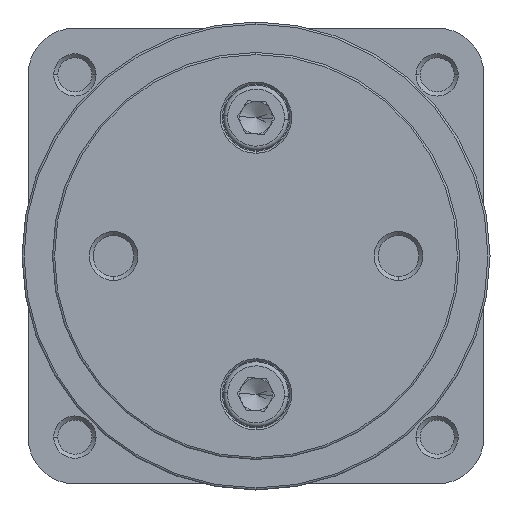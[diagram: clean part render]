
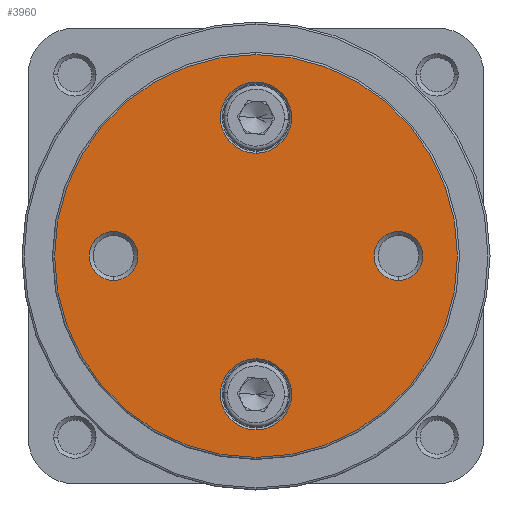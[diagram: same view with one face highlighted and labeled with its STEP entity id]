
A CAD part, left-side view. The second image highlights one B-rep face of the part: STEP entity #3960.
In plain terms, the highlighted planar face has unit normal (-1, 0, 0).
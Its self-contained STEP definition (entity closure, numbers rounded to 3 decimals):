
#32 = VERTEX_POINT ( 'NONE', #545 ) ;
#43 = VERTEX_POINT ( 'NONE', #533 ) ;
#47 = VERTEX_POINT ( 'NONE', #499 ) ;
#49 = VERTEX_POINT ( 'NONE', #496 ) ;
#55 = VERTEX_POINT ( 'NONE', #318 ) ;
#81 = VERTEX_POINT ( 'NONE', #302 ) ;
#84 = VERTEX_POINT ( 'NONE', #247 ) ;
#87 = VERTEX_POINT ( 'NONE', #474 ) ;
#89 = VERTEX_POINT ( 'NONE', #473 ) ;
#125 = VERTEX_POINT ( 'NONE', #259 ) ;
#247 = CARTESIAN_POINT ( 'NONE',  ( 0., 0., -49.5 ) ) ;
#259 = CARTESIAN_POINT ( 'NONE',  ( 0., 0., 25.25 ) ) ;
#302 = CARTESIAN_POINT ( 'NONE',  ( 0., -35., 6. ) ) ;
#318 = CARTESIAN_POINT ( 'NONE',  ( 0., 35., 6. ) ) ;
#473 = CARTESIAN_POINT ( 'NONE',  ( 0., 0., -25.25 ) ) ;
#474 = CARTESIAN_POINT ( 'NONE',  ( 0., -35., -6. ) ) ;
#496 = CARTESIAN_POINT ( 'NONE',  ( 0., 0., 49.5 ) ) ;
#499 = CARTESIAN_POINT ( 'NONE',  ( 0., 35., -6. ) ) ;
#533 = CARTESIAN_POINT ( 'NONE',  ( 0., 0., 42.75 ) ) ;
#545 = CARTESIAN_POINT ( 'NONE',  ( 0., 0., -42.75 ) ) ;
#808 = EDGE_LOOP ( 'NONE', ( #2940, #2939 ) ) ;
#1132 = EDGE_LOOP ( 'NONE', ( #2942, #2941 ) ) ;
#1148 = EDGE_LOOP ( 'NONE', ( #2944, #2943 ) ) ;
#1230 = EDGE_LOOP ( 'NONE', ( #2946, #2945 ) ) ;
#1248 = EDGE_LOOP ( 'NONE', ( #2938, #2937 ) ) ;
#1774 = EDGE_CURVE ( 'NONE', #55, #47, #5650, .T. ) ;
#1898 = EDGE_CURVE ( 'NONE', #49, #84, #5847, .T. ) ;
#1906 = EDGE_CURVE ( 'NONE', #32, #89, #5860, .T. ) ;
#1907 = EDGE_CURVE ( 'NONE', #43, #125, #5861, .T. ) ;
#1935 = EDGE_CURVE ( 'NONE', #84, #49, #5904, .T. ) ;
#1956 = EDGE_CURVE ( 'NONE', #89, #32, #5930, .T. ) ;
#1960 = EDGE_CURVE ( 'NONE', #125, #43, #5934, .T. ) ;
#1962 = EDGE_CURVE ( 'NONE', #87, #81, #5936, .T. ) ;
#1966 = EDGE_CURVE ( 'NONE', #47, #55, #5942, .T. ) ;
#1973 = EDGE_CURVE ( 'NONE', #81, #87, #5952, .T. ) ;
#2146 = AXIS2_PLACEMENT_3D ( 'NONE', #5214, #5215, #5216 ) ;
#2196 = AXIS2_PLACEMENT_3D ( 'NONE', #5502, #5512, #5513 ) ;
#2199 = AXIS2_PLACEMENT_3D ( 'NONE', #5533, #5534, #5535 ) ;
#2200 = AXIS2_PLACEMENT_3D ( 'NONE', #5530, #5531, #5532 ) ;
#2217 = AXIS2_PLACEMENT_3D ( 'NONE', #5605, #5607, #5608 ) ;
#2226 = AXIS2_PLACEMENT_3D ( 'NONE', #6611, #6613, #6614 ) ;
#2231 = AXIS2_PLACEMENT_3D ( 'NONE', #6618, #6625, #6626 ) ;
#2233 = AXIS2_PLACEMENT_3D ( 'NONE', #6624, #6630, #6631 ) ;
#2237 = AXIS2_PLACEMENT_3D ( 'NONE', #6636, #6643, #6644 ) ;
#2243 = AXIS2_PLACEMENT_3D ( 'NONE', #6656, #6663, #6664 ) ;
#2937 = ORIENTED_EDGE ( 'NONE', *, *, #1966, .T. ) ;
#2938 = ORIENTED_EDGE ( 'NONE', *, *, #1774, .T. ) ;
#2939 = ORIENTED_EDGE ( 'NONE', *, *, #1962, .T. ) ;
#2940 = ORIENTED_EDGE ( 'NONE', *, *, #1973, .T. ) ;
#2941 = ORIENTED_EDGE ( 'NONE', *, *, #1960, .T. ) ;
#2942 = ORIENTED_EDGE ( 'NONE', *, *, #1907, .T. ) ;
#2943 = ORIENTED_EDGE ( 'NONE', *, *, #1906, .T. ) ;
#2944 = ORIENTED_EDGE ( 'NONE', *, *, #1956, .T. ) ;
#2945 = ORIENTED_EDGE ( 'NONE', *, *, #1898, .T. ) ;
#2946 = ORIENTED_EDGE ( 'NONE', *, *, #1935, .T. ) ;
#3960 = ADVANCED_FACE ( 'NONE', ( #6523, #6527, #6529, #6531, #6522 ), #7690, .F. ) ;
#5214 = CARTESIAN_POINT ( 'NONE',  ( 0., 35., 0. ) ) ;
#5215 = DIRECTION ( 'NONE',  ( 1., 0., 0. ) ) ;
#5216 = DIRECTION ( 'NONE',  ( 0., 0., -1. ) ) ;
#5502 = CARTESIAN_POINT ( 'NONE',  ( 0., 0., 0. ) ) ;
#5512 = DIRECTION ( 'NONE',  ( -1., 0., 0. ) ) ;
#5513 = DIRECTION ( 'NONE',  ( 0., 0., -1. ) ) ;
#5530 = CARTESIAN_POINT ( 'NONE',  ( 0., 0., -34. ) ) ;
#5531 = DIRECTION ( 'NONE',  ( 1., 0., 0. ) ) ;
#5532 = DIRECTION ( 'NONE',  ( 0., 0., -1. ) ) ;
#5533 = CARTESIAN_POINT ( 'NONE',  ( 0., 0., 34. ) ) ;
#5534 = DIRECTION ( 'NONE',  ( 1., 0., 0. ) ) ;
#5535 = DIRECTION ( 'NONE',  ( 0., 0., -1. ) ) ;
#5605 = CARTESIAN_POINT ( 'NONE',  ( 0., 0., 0. ) ) ;
#5607 = DIRECTION ( 'NONE',  ( -1., 0., 0. ) ) ;
#5608 = DIRECTION ( 'NONE',  ( 0., 0., -1. ) ) ;
#5650 = CIRCLE ( 'NONE', #2146, 6. ) ;
#5847 = CIRCLE ( 'NONE', #2196, 49.5 ) ;
#5860 = CIRCLE ( 'NONE', #2200, 8.75 ) ;
#5861 = CIRCLE ( 'NONE', #2199, 8.75 ) ;
#5904 = CIRCLE ( 'NONE', #2217, 49.5 ) ;
#5930 = CIRCLE ( 'NONE', #2226, 8.75 ) ;
#5934 = CIRCLE ( 'NONE', #2231, 8.75 ) ;
#5936 = CIRCLE ( 'NONE', #2233, 6. ) ;
#5942 = CIRCLE ( 'NONE', #2237, 6. ) ;
#5952 = CIRCLE ( 'NONE', #2243, 6. ) ;
#6522 = FACE_BOUND ( 'NONE', #1248, .T. ) ;
#6523 = FACE_OUTER_BOUND ( 'NONE', #1230, .T. ) ;
#6527 = FACE_BOUND ( 'NONE', #1148, .T. ) ;
#6529 = FACE_BOUND ( 'NONE', #1132, .T. ) ;
#6531 = FACE_BOUND ( 'NONE', #808, .T. ) ;
#6611 = CARTESIAN_POINT ( 'NONE',  ( 0., 0., -34. ) ) ;
#6613 = DIRECTION ( 'NONE',  ( 1., 0., 0. ) ) ;
#6614 = DIRECTION ( 'NONE',  ( 0., 0., -1. ) ) ;
#6618 = CARTESIAN_POINT ( 'NONE',  ( 0., 0., 34. ) ) ;
#6624 = CARTESIAN_POINT ( 'NONE',  ( 0., -35., 0. ) ) ;
#6625 = DIRECTION ( 'NONE',  ( 1., 0., 0. ) ) ;
#6626 = DIRECTION ( 'NONE',  ( 0., 0., -1. ) ) ;
#6630 = DIRECTION ( 'NONE',  ( 1., 0., 0. ) ) ;
#6631 = DIRECTION ( 'NONE',  ( 0., 0., -1. ) ) ;
#6636 = CARTESIAN_POINT ( 'NONE',  ( 0., 35., 0. ) ) ;
#6643 = DIRECTION ( 'NONE',  ( 1., 0., 0. ) ) ;
#6644 = DIRECTION ( 'NONE',  ( 0., 0., -1. ) ) ;
#6656 = CARTESIAN_POINT ( 'NONE',  ( 0., -35., 0. ) ) ;
#6663 = DIRECTION ( 'NONE',  ( 1., 0., 0. ) ) ;
#6664 = DIRECTION ( 'NONE',  ( 0., 0., -1. ) ) ;
#7690 = PLANE ( 'NONE',  #7882 ) ;
#7694 = CARTESIAN_POINT ( 'NONE',  ( 0., 0., 0. ) ) ;
#7717 = DIRECTION ( 'NONE',  ( 1., 0., 0. ) ) ;
#7718 = DIRECTION ( 'NONE',  ( 0., 0., -1. ) ) ;
#7882 = AXIS2_PLACEMENT_3D ( 'NONE', #7694, #7717, #7718 ) ;
